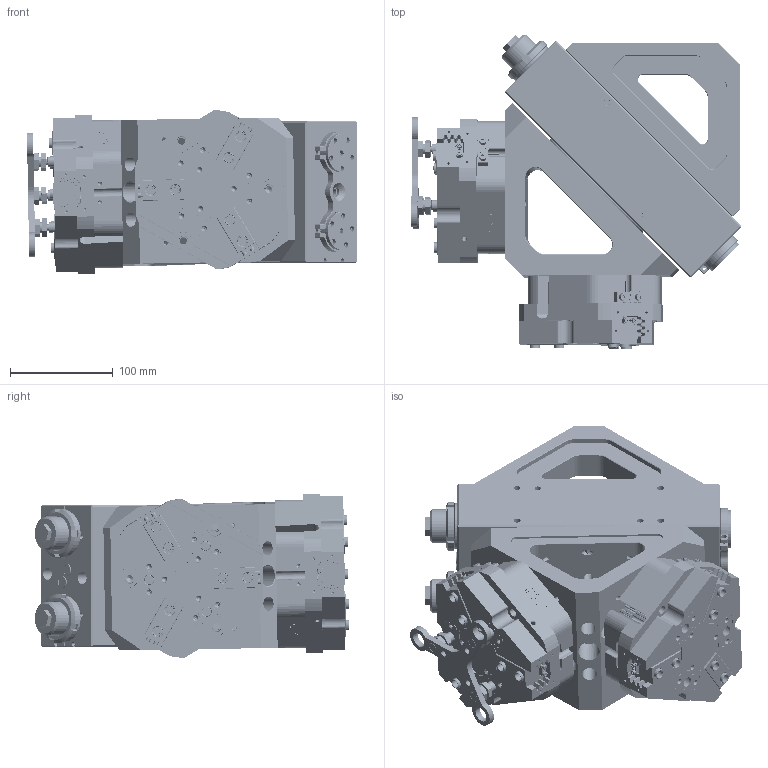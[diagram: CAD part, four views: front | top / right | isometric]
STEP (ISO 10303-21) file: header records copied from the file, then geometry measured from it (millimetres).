
FILE_DESCRIPTION (( 'STEP AP203' ), '1' );
FILE_NAME ('TG50-FZ90-155-180¡ã.STEP', '2025-05-27T08:23:23', ( 'USER-' ), ( 'Microsoft' ), 'SwSTEP 2.0', 'SolidWorks 2018', '' );
FILE_SCHEMA (( 'CONFIG_CONTROL_DESIGN' ));
Length unit declared in the file: millimetre
Products named in the file (56): FZ90-155-M-14 芢裝; M6晦す芛蹟隊; 20241226-M4 M4換覜ん揤輸.step-1; 内六角圆柱头螺钉[GBT70_1-2008][M4×12]; 揤輸杅耀.sldasm-Part-9; 揤輸-2; FZ90-155-M-07 芢蹋裔; FZ90-155-M-01 褲极; FZ90-155-M-06 笢猾啣; 25x10-R1.5-1; FZ90-155-M-02 喘倛賑輸; 六角薄螺母_A级和B级[GBT6172_1-2000][M10]; TP50-M-09 躇猾詩遠; 电容传感器-1; ﾏ擎ﾗ10｡ﾁ8｡ﾁ6-1; 0-TP50; TP50-05 茞癹弇蟀諉极; FZ90-155-M-07 芢蹋裔-1; TP50-04 遣喳蟀諉极; 揤輸-5; FZ90-155-M-01 褲极-1; 20241226-M4 M4換覜ん揤輸.step; FZ90-155-M-02 喘倛賑輸-1; TG50-M-01 啊詰褲极; 揤輸-3; FZ90-155; 棠羲換覜ん-1; TP50-08 癹弇縐嘀; -C; 电容传感器; 25x10-R1.5; TP50-02 喘謫粣; FZ90-155-M-05 菁裔啣; TG50-FZ90-155-180°; 内六角圆柱头螺钉[GBT70_1-2008][M4×12]-1; TG50-M-02 眻褒輸; 揤輸-4; FZ90-155-M-13 芢蹋啣; M33-1.5-10蹟譫; FZ90-155-C30 ...
Assembly tree (116 placements, depth 4):
  TG50-FZ90-155-180°
    TG50
      TG50-M-01 啊詰褲极
      0-TP50
        TP50-01褲极
        TP50-02 喘謫粣
        TP50-05 茞癹弇蟀諉极  x2
        TP50-04 遣喳蟀諉极  x2
        33-30遣喳ん耀倰NBK  x2
        M33-1.5-10蹟譫  x2
        TP50-M-09 躇猾詩遠  x2
        TP50-06 茞癹弇裝  x2
        TP50-07硬限位圈  x2
        TP50-10 粣創揤遠
        TP50-08 癹弇縐嘀
        M6晦す芛蹟隊  x2
        TP50
      棠羲換覜ん  x2
      TG50-M-02 眻褒輸
    FZ90-155-C30
      揤輸
        揤輸杅耀.sldasm-Part-9-1
        内六角圆柱头螺钉[GBT70_1-2008][M2.5×8]  x2
      揤輸-1
        揤輸杅耀.sldasm-Part-9-1
        内六角圆柱头螺钉[GBT70_1-2008][M2.5×8]  x2
      揤輸-2
        揤輸杅耀.sldasm-Part-9-1
        内六角圆柱头螺钉[GBT70_1-2008][M2.5×8]  x2
      -C
        FZ90-155-M-14 芢裝  x3
        FZ90-155-M-13 芢蹋啣
      FZ90-155-M-01 褲极
      FZ90-155-M-02 喘倛賑輸  x3
      FZ90-155-M-05 菁裔啣
      FZ90-155-M-06 笢猾啣
      FZ90-155-M-07 芢蹋裔  x3
      电容传感器  x2
      20241226-M4 M4換覜ん揤輸.step  x2
      内六角圆柱头螺钉[GBT70_1-2008][M4×12]  x4
      棠羲換覜ん  x2
      ﾏ擎ﾗ10｡ﾁ8｡ﾁ6  x6
      25x10-R1.5
      六角薄螺母_A级和B级[GBT6172_1-2000][M10]  x6
    FZ90-155
      揤輸-3
        揤輸杅耀.sldasm-Part-9
        内六角圆柱头螺钉[GBT70_1-2008][M2.5×8]-1  x2
      揤輸-4
        揤輸杅耀.sldasm-Part-9
        内六角圆柱头螺钉[GBT70_1-2008][M2.5×8]-1  x2
      揤輸-5
        揤輸杅耀.sldasm-Part-9
        内六角圆柱头螺钉[GBT70_1-2008][M2.5×8]-1  x2
      FZ90-155-M-01 褲极-1
      FZ90-155-M-02 喘倛賑輸-1  x3
      FZ90-155-M-05 菁裔啣-1
      FZ90-155-M-06 笢猾啣-1
      FZ90-155-M-07 芢蹋裔-1  x3
      电容传感器-1  x2
Bounding box: 321.47 x 306.22 x 159.53 mm (x, y, z)
Volume: 5947367 mm3; surface area: 1005090.2 mm2
Topology: 105 solids, 151 shells, 7390 faces, 19336 edges, 12401 vertices
Faces by surface type: plane 3521, cylinder 1822, bspline 1019, cone 936, torus 92
Entity records: 195648 total; most frequent: CARTESIAN_POINT 63776, ORIENTED_EDGE 26996, DIRECTION 23548, EDGE_CURVE 13498, VERTEX_POINT 8808, VECTOR 8400, LINE 8400, AXIS2_PLACEMENT_3D 7574
